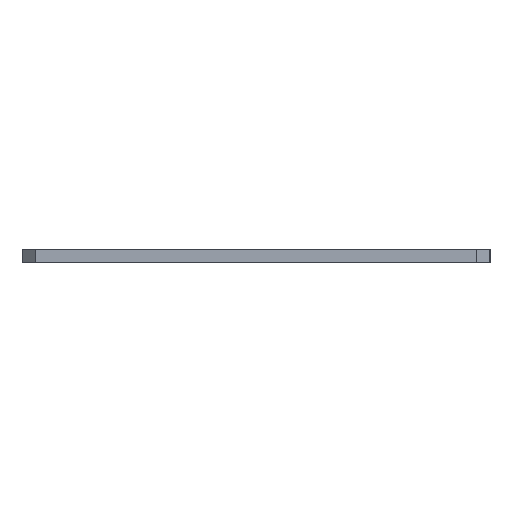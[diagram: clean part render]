
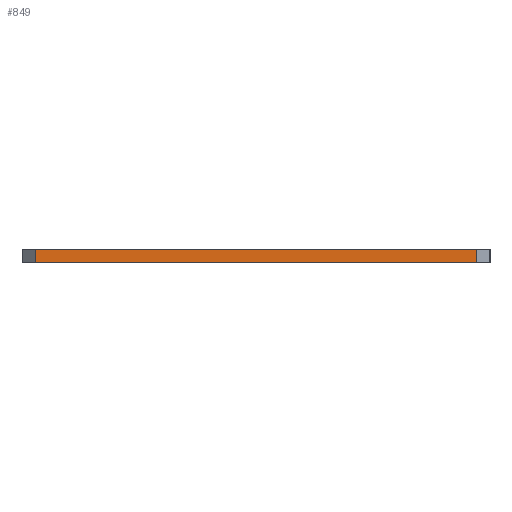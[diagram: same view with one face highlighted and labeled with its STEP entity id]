
A CAD part, left-side view. The second image highlights one B-rep face of the part: STEP entity #849.
In plain terms, the highlighted planar face has unit normal (-1, 0, 0).
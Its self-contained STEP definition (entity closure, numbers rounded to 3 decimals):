
#127 = VERTEX_POINT ( 'NONE', #2091 ) ;
#229 = VECTOR ( 'NONE', #3084, 1000. ) ;
#434 = DIRECTION ( 'NONE',  ( 0., 0., 1. ) ) ;
#513 = CARTESIAN_POINT ( 'NONE',  ( 0., 10., -10. ) ) ;
#849 = ADVANCED_FACE ( 'NONE', ( #3992 ), #7152, .T. ) ;
#864 = CARTESIAN_POINT ( 'NONE',  ( 0., 10., -10. ) ) ;
#867 = VECTOR ( 'NONE', #3354, 1000. ) ;
#1153 = ORIENTED_EDGE ( 'NONE', *, *, #3712, .F. ) ;
#1390 = CARTESIAN_POINT ( 'NONE',  ( 0., 0., -10. ) ) ;
#1536 = CARTESIAN_POINT ( 'NONE',  ( 0., 346., -10. ) ) ;
#1619 = CARTESIAN_POINT ( 'NONE',  ( 0., 346., 0. ) ) ;
#1708 = EDGE_LOOP ( 'NONE', ( #3307, #2882, #1153, #6830 ) ) ;
#2091 = CARTESIAN_POINT ( 'NONE',  ( 0., 10., 0. ) ) ;
#2317 = AXIS2_PLACEMENT_3D ( 'NONE', #6644, #3270, #434 ) ;
#2433 = DIRECTION ( 'NONE',  ( 0., -1., 0. ) ) ;
#2704 = LINE ( 'NONE', #6915, #3836 ) ;
#2882 = ORIENTED_EDGE ( 'NONE', *, *, #6740, .T. ) ;
#3027 = EDGE_CURVE ( 'NONE', #3975, #3599, #5257, .T. ) ;
#3084 = DIRECTION ( 'NONE',  ( 0., -1., 0. ) ) ;
#3131 = DIRECTION ( 'NONE',  ( 0., 0., -1. ) ) ;
#3270 = DIRECTION ( 'NONE',  ( -1., 0., 0. ) ) ;
#3307 = ORIENTED_EDGE ( 'NONE', *, *, #5109, .T. ) ;
#3354 = DIRECTION ( 'NONE',  ( 0., 0., 1. ) ) ;
#3496 = VERTEX_POINT ( 'NONE', #864 ) ;
#3599 = VERTEX_POINT ( 'NONE', #4565 ) ;
#3712 = EDGE_CURVE ( 'NONE', #3975, #127, #2704, .T. ) ;
#3836 = VECTOR ( 'NONE', #2433, 1000. ) ;
#3975 = VERTEX_POINT ( 'NONE', #1619 ) ;
#3992 = FACE_OUTER_BOUND ( 'NONE', #1708, .T. ) ;
#4565 = CARTESIAN_POINT ( 'NONE',  ( 0., 346., -10. ) ) ;
#5109 = EDGE_CURVE ( 'NONE', #3599, #3496, #6074, .T. ) ;
#5257 = LINE ( 'NONE', #1536, #6709 ) ;
#6074 = LINE ( 'NONE', #1390, #229 ) ;
#6644 = CARTESIAN_POINT ( 'NONE',  ( 0., 0., -10. ) ) ;
#6709 = VECTOR ( 'NONE', #3131, 1000. ) ;
#6740 = EDGE_CURVE ( 'NONE', #3496, #127, #6803, .T. ) ;
#6803 = LINE ( 'NONE', #513, #867 ) ;
#6830 = ORIENTED_EDGE ( 'NONE', *, *, #3027, .T. ) ;
#6915 = CARTESIAN_POINT ( 'NONE',  ( 0., 0., 0. ) ) ;
#7152 = PLANE ( 'NONE',  #2317 ) ;
